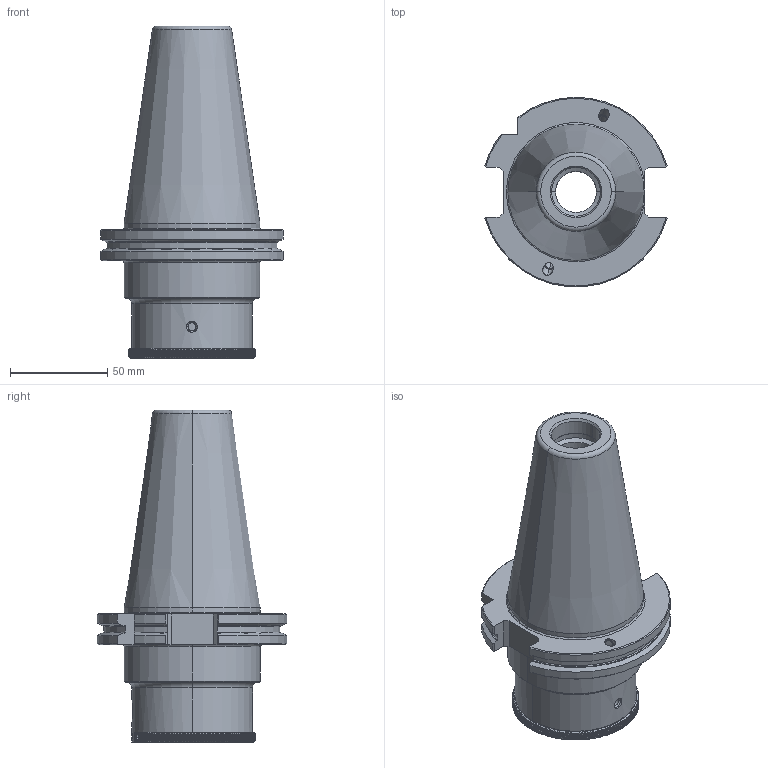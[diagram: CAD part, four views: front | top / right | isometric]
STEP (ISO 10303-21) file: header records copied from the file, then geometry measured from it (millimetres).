
FILE_DESCRIPTION(('no description'),'unknown implementation level');
FILE_NAME('976EF320-8884-4731-B02A-75662325CDFC_export.stp',' ',('CIMSOURCE GmbH'),('CADClick - KiM GmbH - www.kimweb.de'),'unknown preprocess','ACIS','unknown authorization');
FILE_SCHEMA(('automotive_design'));
Length unit declared in the file: millimetre
Products named in the file (2): 336.303 Kaiser BVH SK50-VBV X CK6|336.303 Kaiser BVH SK50-VBV X CK6_Standard;NONE; 336.303 Kaiser BVH SK50-VBV X CK6|690.436 Kaiser ETL M12 X 18 CK6_Standard;NONE
Bounding box: 93.59 x 97.27 x 170.6 mm (x, y, z)
Volume: 426903.1 mm3; surface area: 66749.7 mm2
Topology: 2 solids, 2 shells, 815 faces, 2342 edges, 1527 vertices
Faces by surface type: plane 487, cylinder 230, cone 64, torus 33, bspline 1
Entity records: 54202 total; most frequent: CARTESIAN_POINT 8973, STYLED_ITEM 4682, PRESENTATION_STYLE_ASSIGNMENT 4682, COLOUR_RGB 4682, ORIENTED_EDGE 4676, DIRECTION 3675, EDGE_CURVE 2338, CURVE_STYLE 2338
